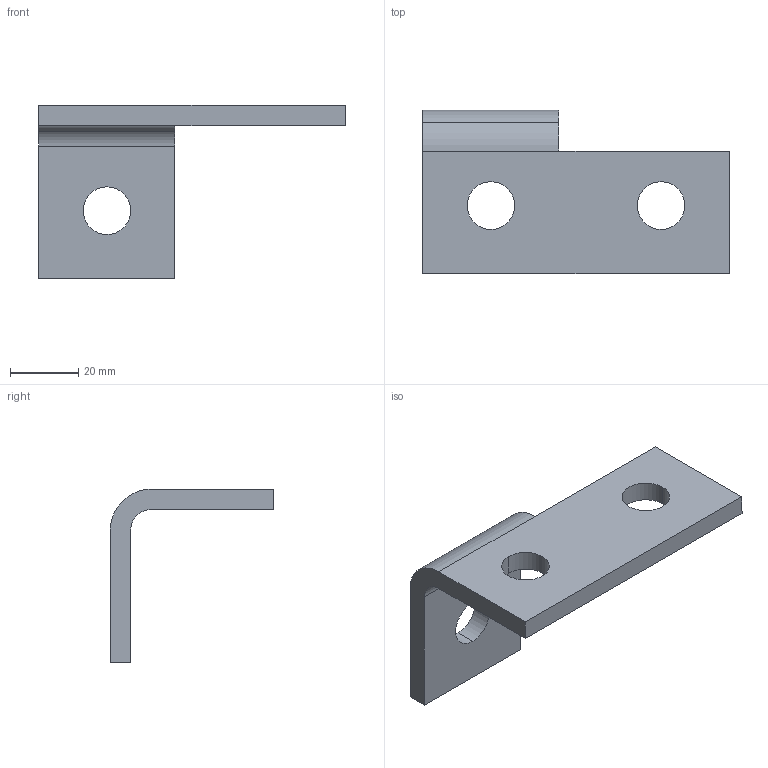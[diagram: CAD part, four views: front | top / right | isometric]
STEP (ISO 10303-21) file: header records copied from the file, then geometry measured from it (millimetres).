
FILE_DESCRIPTION(('TurboCAD Mac Pro'),'Build 980');
FILE_NAME('P1038.stp',' ',(''),(''),'ACIS Interop','IMSI','TurboCAD Mac Pro BY IMSI, INCORPORATED');
FILE_SCHEMA(('automotive_design'));
Length unit declared in the file: inch
Products named in the file (1): 1
Bounding box: 90 x 48 x 51 mm (x, y, z)
Volume: 29422 mm3; surface area: 12748.7 mm2
Topology: 1 solids, 1 shells, 20 faces, 52 edges, 34 vertices
Faces by surface type: cylinder 10, plane 10
Entity records: 816 total; most frequent: DIRECTION 114, CARTESIAN_POINT 107, ORIENTED_EDGE 104, EDGE_CURVE 52, AXIS2_PLACEMENT_3D 41, VERTEX_POINT 34, LINE 32, VECTOR 32
